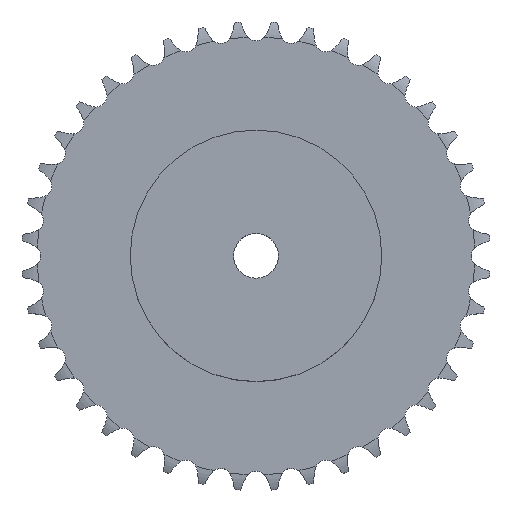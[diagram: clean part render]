
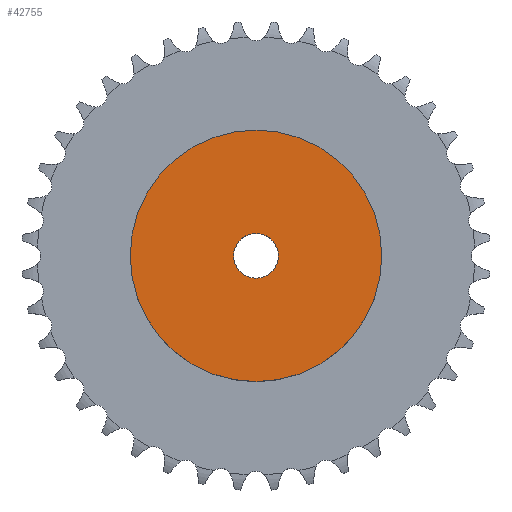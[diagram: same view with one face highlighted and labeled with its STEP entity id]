
A CAD part, top view. The second image highlights one B-rep face of the part: STEP entity #42755.
In plain terms, the highlighted planar face has unit normal (0, 0, 1).
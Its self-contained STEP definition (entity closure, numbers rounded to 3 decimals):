
#4857 = CYLINDRICAL_SURFACE('',#4858,45.);
#4858 = AXIS2_PLACEMENT_3D('',#4859,#4860,#4861);
#4859 = CARTESIAN_POINT('',(0.,0.,0.));
#4860 = DIRECTION('',(-0.,-0.,-1.));
#4861 = DIRECTION('',(1.,0.,0.));
#26678 = VERTEX_POINT('',#26679);
#26679 = CARTESIAN_POINT('',(45.,0.,35.));
#26700 = EDGE_CURVE('',#26678,#26678,#26701,.T.);
#26701 = SURFACE_CURVE('',#26702,(#26707,#26714),.PCURVE_S1.);
#26702 = CIRCLE('',#26703,45.);
#26703 = AXIS2_PLACEMENT_3D('',#26704,#26705,#26706);
#26704 = CARTESIAN_POINT('',(0.,0.,35.));
#26705 = DIRECTION('',(0.,0.,1.));
#26706 = DIRECTION('',(1.,0.,0.));
#26707 = PCURVE('',#4857,#26708);
#26708 = DEFINITIONAL_REPRESENTATION('',(#26709),#26713);
#26709 = LINE('',#26710,#26711);
#26710 = CARTESIAN_POINT('',(-0.,-35.));
#26711 = VECTOR('',#26712,1.);
#26712 = DIRECTION('',(-1.,0.));
#26713 = ( GEOMETRIC_REPRESENTATION_CONTEXT(2) 
PARAMETRIC_REPRESENTATION_CONTEXT() REPRESENTATION_CONTEXT('2D SPACE',''
  ) );
#26714 = PCURVE('',#26715,#26720);
#26715 = PLANE('',#26716);
#26716 = AXIS2_PLACEMENT_3D('',#26717,#26718,#26719);
#26717 = CARTESIAN_POINT('',(0.,0.,35.)
  );
#26718 = DIRECTION('',(0.,0.,1.));
#26719 = DIRECTION('',(1.,0.,0.));
#26720 = DEFINITIONAL_REPRESENTATION('',(#26721),#26725);
#26721 = CIRCLE('',#26722,45.);
#26722 = AXIS2_PLACEMENT_2D('',#26723,#26724);
#26723 = CARTESIAN_POINT('',(0.,0.));
#26724 = DIRECTION('',(1.,0.));
#26725 = ( GEOMETRIC_REPRESENTATION_CONTEXT(2) 
PARAMETRIC_REPRESENTATION_CONTEXT() REPRESENTATION_CONTEXT('2D SPACE',''
  ) );
#36153 = CYLINDRICAL_SURFACE('',#36154,8.);
#36154 = AXIS2_PLACEMENT_3D('',#36155,#36156,#36157);
#36155 = CARTESIAN_POINT('',(0.,0.,252.411));
#36156 = DIRECTION('',(0.,0.,1.));
#36157 = DIRECTION('',(1.,0.,0.));
#42755 = ADVANCED_FACE('',(#42756,#42759),#26715,.T.);
#42756 = FACE_BOUND('',#42757,.T.);
#42757 = EDGE_LOOP('',(#42758));
#42758 = ORIENTED_EDGE('',*,*,#26700,.T.);
#42759 = FACE_BOUND('',#42760,.T.);
#42760 = EDGE_LOOP('',(#42761));
#42761 = ORIENTED_EDGE('',*,*,#42762,.F.);
#42762 = EDGE_CURVE('',#42763,#42763,#42765,.T.);
#42763 = VERTEX_POINT('',#42764);
#42764 = CARTESIAN_POINT('',(8.,0.,35.));
#42765 = SURFACE_CURVE('',#42766,(#42771,#42778),.PCURVE_S1.);
#42766 = CIRCLE('',#42767,8.);
#42767 = AXIS2_PLACEMENT_3D('',#42768,#42769,#42770);
#42768 = CARTESIAN_POINT('',(0.,0.,35.));
#42769 = DIRECTION('',(0.,0.,1.));
#42770 = DIRECTION('',(1.,0.,0.));
#42771 = PCURVE('',#26715,#42772);
#42772 = DEFINITIONAL_REPRESENTATION('',(#42773),#42777);
#42773 = CIRCLE('',#42774,8.);
#42774 = AXIS2_PLACEMENT_2D('',#42775,#42776);
#42775 = CARTESIAN_POINT('',(0.,0.));
#42776 = DIRECTION('',(1.,0.));
#42777 = ( GEOMETRIC_REPRESENTATION_CONTEXT(2) 
PARAMETRIC_REPRESENTATION_CONTEXT() REPRESENTATION_CONTEXT('2D SPACE',''
  ) );
#42778 = PCURVE('',#36153,#42779);
#42779 = DEFINITIONAL_REPRESENTATION('',(#42780),#42784);
#42780 = LINE('',#42781,#42782);
#42781 = CARTESIAN_POINT('',(0.,-217.411));
#42782 = VECTOR('',#42783,1.);
#42783 = DIRECTION('',(1.,0.));
#42784 = ( GEOMETRIC_REPRESENTATION_CONTEXT(2) 
PARAMETRIC_REPRESENTATION_CONTEXT() REPRESENTATION_CONTEXT('2D SPACE',''
  ) );
